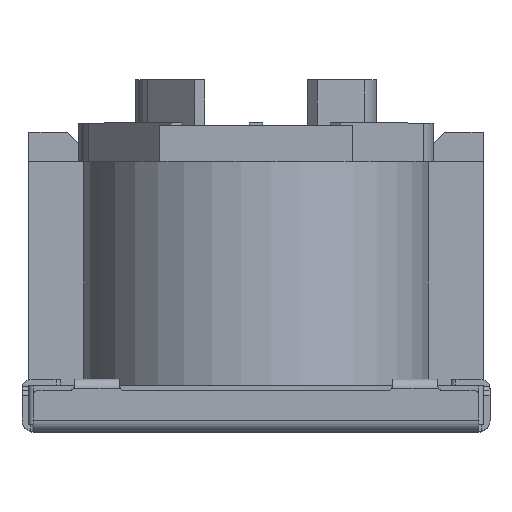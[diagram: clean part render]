
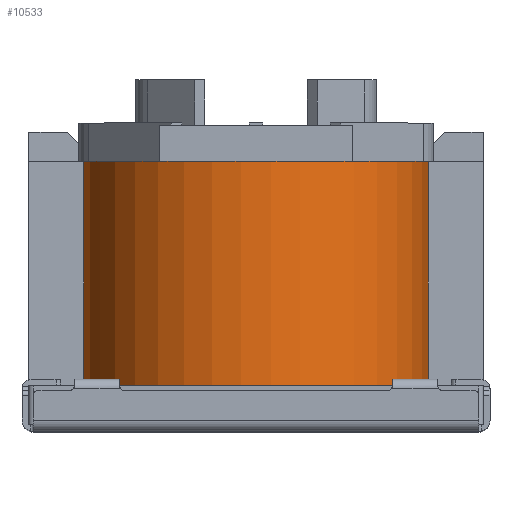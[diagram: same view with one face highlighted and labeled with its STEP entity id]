
A CAD part, top view. The second image highlights one B-rep face of the part: STEP entity #10533.
In plain terms, the highlighted cylindrical face has radius 7.6 mm (diameter 15.2 mm), a partial arc.
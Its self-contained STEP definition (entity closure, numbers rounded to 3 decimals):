
#2917 = EDGE_LOOP ( 'NONE', ( #8022, #24219, #36375, #34499 ) ) ;
#4579 = CARTESIAN_POINT ( 'NONE',  ( -6.939, -1.85, 7.35 ) ) ;
#6795 = CARTESIAN_POINT ( 'NONE',  ( 6.939, 19.242, 7.35 ) ) ;
#6936 = DIRECTION ( 'NONE',  ( 0., -1., 0. ) ) ;
#7918 = DIRECTION ( 'NONE',  ( 0., 0., 1. ) ) ;
#8022 = ORIENTED_EDGE ( 'NONE', *, *, #17861, .T. ) ;
#9996 = FACE_OUTER_BOUND ( 'NONE', #2917, .T. ) ;
#10533 = ADVANCED_FACE ( 'NONE', ( #9996 ), #36163, .T. ) ;
#11326 = DIRECTION ( 'NONE',  ( 0., 0., 1. ) ) ;
#12078 = VERTEX_POINT ( 'NONE', #23748 ) ;
#13486 = CIRCLE ( 'NONE', #22901, 7.6 ) ;
#14240 = DIRECTION ( 'NONE',  ( 0., 1., 0. ) ) ;
#15094 = CARTESIAN_POINT ( 'NONE',  ( 0., 31.546, 10.45 ) ) ;
#16960 = VECTOR ( 'NONE', #24269, 1000. ) ;
#17769 = VERTEX_POINT ( 'NONE', #28932 ) ;
#17861 = EDGE_CURVE ( 'NONE', #38283, #22269, #22439, .T. ) ;
#17882 = AXIS2_PLACEMENT_3D ( 'NONE', #15094, #21379, #27670 ) ;
#19308 = CARTESIAN_POINT ( 'NONE',  ( -6.939, 19.242, 7.35 ) ) ;
#21379 = DIRECTION ( 'NONE',  ( 0., -1., 0. ) ) ;
#22086 = EDGE_CURVE ( 'NONE', #38283, #12078, #13486, .T. ) ;
#22269 = VERTEX_POINT ( 'NONE', #29912 ) ;
#22439 = LINE ( 'NONE', #19308, #26871 ) ;
#22901 = AXIS2_PLACEMENT_3D ( 'NONE', #25184, #37232, #7918 ) ;
#23748 = CARTESIAN_POINT ( 'NONE',  ( 6.939, -1.85, 7.35 ) ) ;
#24219 = ORIENTED_EDGE ( 'NONE', *, *, #33007, .T. ) ;
#24269 = DIRECTION ( 'NONE',  ( 0., -1., 0. ) ) ;
#24844 = LINE ( 'NONE', #6795, #16960 ) ;
#24912 = CIRCLE ( 'NONE', #37523, 7.6 ) ;
#25184 = CARTESIAN_POINT ( 'NONE',  ( 0., -1.85, 10.45 ) ) ;
#26132 = EDGE_CURVE ( 'NONE', #12078, #17769, #24844, .T. ) ;
#26871 = VECTOR ( 'NONE', #6936, 1000. ) ;
#27670 = DIRECTION ( 'NONE',  ( 0., 0., -1. ) ) ;
#28932 = CARTESIAN_POINT ( 'NONE',  ( 6.939, -11.75, 7.35 ) ) ;
#29912 = CARTESIAN_POINT ( 'NONE',  ( -6.939, -11.75, 7.35 ) ) ;
#33007 = EDGE_CURVE ( 'NONE', #22269, #17769, #24912, .T. ) ;
#34499 = ORIENTED_EDGE ( 'NONE', *, *, #22086, .F. ) ;
#34918 = CARTESIAN_POINT ( 'NONE',  ( 0., -11.75, 10.45 ) ) ;
#36163 = CYLINDRICAL_SURFACE ( 'NONE', #17882, 7.6 ) ;
#36375 = ORIENTED_EDGE ( 'NONE', *, *, #26132, .F. ) ;
#37232 = DIRECTION ( 'NONE',  ( 0., 1., 0. ) ) ;
#37523 = AXIS2_PLACEMENT_3D ( 'NONE', #34918, #14240, #11326 ) ;
#38283 = VERTEX_POINT ( 'NONE', #4579 ) ;
